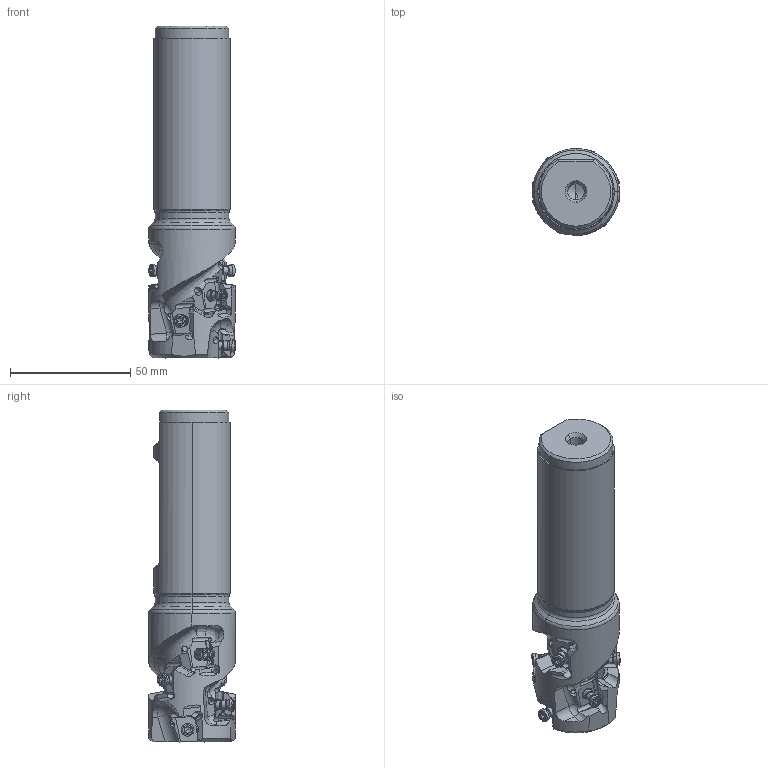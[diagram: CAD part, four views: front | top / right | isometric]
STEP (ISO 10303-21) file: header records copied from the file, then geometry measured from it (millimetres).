
FILE_DESCRIPTION(/* description */ (''),/* implementation_level */ '2;1');
FILE_NAME(/* name */ 'VPX300UR242FA20S1608.stp',/* time_stamp */ '2021-06-22T11:13:32+09:00',/* author */ (''),/* organization */ (''),/* preprocessor_version */ 'ST-DEVELOPER v16',/* originating_system */ 'SIEMENS PLM Software NX 10.0',/* authorisation */ '');
FILE_SCHEMA (('AUTOMOTIVE_DESIGN { 1 0 10303 214 3 1 1 1 }'));
Length unit declared in the file: millimetre
Products named in the file (1): VPX300UR242FA20S1608_ASM
Bounding box: 36.1 x 36.1 x 138.1 mm (x, y, z)
Volume: 99332.2 mm3; surface area: 23406.2 mm2
Topology: 9 solids, 9 shells, 888 faces, 2484 edges, 1589 vertices
Faces by surface type: cylinder 397, plane 232, cone 125, sphere 64, torus 46, extrusion 12, bspline 12
Entity records: 38769 total; most frequent: CARTESIAN_POINT 16375, ORIENTED_EDGE 4840, DIRECTION 4495, EDGE_CURVE 2420, AXIS2_PLACEMENT_3D 1812, VERTEX_POINT 1578, EDGE_LOOP 932, ADVANCED_FACE 888
